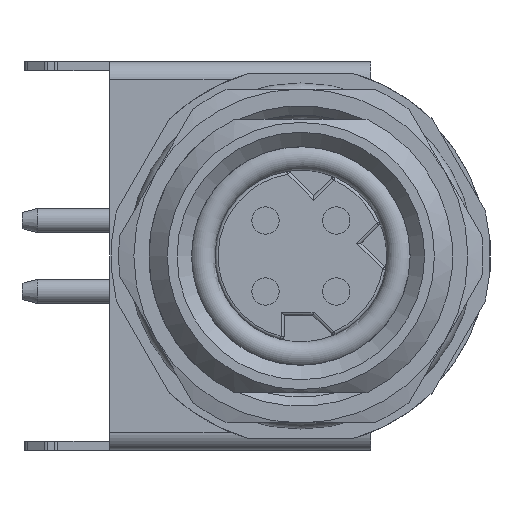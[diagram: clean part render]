
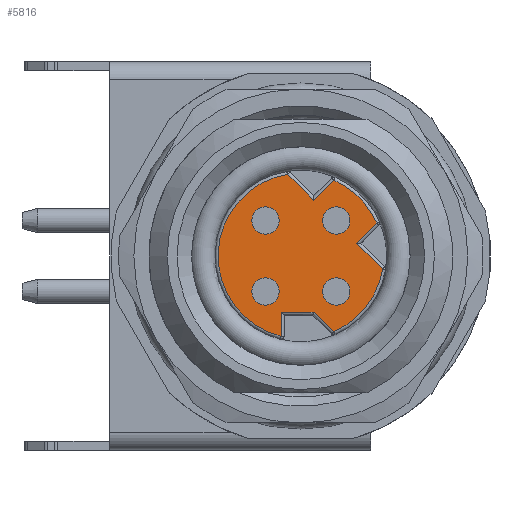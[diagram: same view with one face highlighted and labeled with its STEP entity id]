
A CAD part, left-side view. The second image highlights one B-rep face of the part: STEP entity #5816.
In plain terms, the highlighted planar face has unit normal (-1, 0, 0).
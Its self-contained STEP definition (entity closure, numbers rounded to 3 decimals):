
#339=PLANE('',#7007);
#915=EDGE_LOOP('',(#2633,#2634,#2635,#2636,#2637,#2638,#2639,#2640,#2641,
#2642));
#916=EDGE_LOOP('',(#2643));
#917=EDGE_LOOP('',(#2644));
#918=EDGE_LOOP('',(#2645));
#919=EDGE_LOOP('',(#2646));
#1346=LINE('',#9812,#1933);
#1347=LINE('',#9814,#1934);
#1348=LINE('',#9818,#1935);
#1349=LINE('',#9820,#1936);
#1350=LINE('',#9824,#1937);
#1351=LINE('',#9826,#1938);
#1352=LINE('',#9828,#1939);
#1933=VECTOR('',#7812,1.);
#1934=VECTOR('',#7813,1.);
#1935=VECTOR('',#7816,1.);
#1936=VECTOR('',#7817,1.);
#1937=VECTOR('',#7820,1.);
#1938=VECTOR('',#7821,1.);
#1939=VECTOR('',#7822,1.);
#2633=ORIENTED_EDGE('',*,*,#4577,.T.);
#2634=ORIENTED_EDGE('',*,*,#4578,.T.);
#2635=ORIENTED_EDGE('',*,*,#4579,.T.);
#2636=ORIENTED_EDGE('',*,*,#4580,.T.);
#2637=ORIENTED_EDGE('',*,*,#4581,.T.);
#2638=ORIENTED_EDGE('',*,*,#4582,.T.);
#2639=ORIENTED_EDGE('',*,*,#4583,.T.);
#2640=ORIENTED_EDGE('',*,*,#4584,.T.);
#2641=ORIENTED_EDGE('',*,*,#4585,.T.);
#2642=ORIENTED_EDGE('',*,*,#4586,.T.);
#2643=ORIENTED_EDGE('',*,*,#4587,.T.);
#2644=ORIENTED_EDGE('',*,*,#4588,.F.);
#2645=ORIENTED_EDGE('',*,*,#4589,.F.);
#2646=ORIENTED_EDGE('',*,*,#4590,.F.);
#4577=EDGE_CURVE('',#6340,#6341,#5512,.T.);
#4578=EDGE_CURVE('',#6341,#6342,#1346,.T.);
#4579=EDGE_CURVE('',#6342,#6343,#1347,.T.);
#4580=EDGE_CURVE('',#6343,#6344,#5513,.T.);
#4581=EDGE_CURVE('',#6344,#6345,#1348,.T.);
#4582=EDGE_CURVE('',#6345,#6346,#1349,.T.);
#4583=EDGE_CURVE('',#6346,#6347,#5514,.T.);
#4584=EDGE_CURVE('',#6347,#6348,#1350,.T.);
#4585=EDGE_CURVE('',#6348,#6349,#1351,.T.);
#4586=EDGE_CURVE('',#6349,#6340,#1352,.T.);
#4587=EDGE_CURVE('',#6350,#6350,#5515,.T.);
#4588=EDGE_CURVE('',#6351,#6351,#5516,.T.);
#4589=EDGE_CURVE('',#6352,#6352,#5517,.T.);
#4590=EDGE_CURVE('',#6353,#6353,#5518,.T.);
#5512=CIRCLE('',#7000,2.725);
#5513=CIRCLE('',#7001,2.725);
#5514=CIRCLE('',#7002,2.725);
#5515=CIRCLE('',#7003,0.45);
#5516=CIRCLE('',#7004,0.45);
#5517=CIRCLE('',#7005,0.45);
#5518=CIRCLE('',#7006,0.45);
#5816=ADVANCED_FACE('',(#6188,#6189,#6190,#6191,#6192),#339,.F.);
#6188=FACE_BOUND('',#915,.T.);
#6189=FACE_BOUND('',#916,.T.);
#6190=FACE_BOUND('',#917,.T.);
#6191=FACE_BOUND('',#918,.T.);
#6192=FACE_BOUND('',#919,.T.);
#6340=VERTEX_POINT('',#9810);
#6341=VERTEX_POINT('',#9811);
#6342=VERTEX_POINT('',#9813);
#6343=VERTEX_POINT('',#9815);
#6344=VERTEX_POINT('',#9817);
#6345=VERTEX_POINT('',#9819);
#6346=VERTEX_POINT('',#9821);
#6347=VERTEX_POINT('',#9823);
#6348=VERTEX_POINT('',#9825);
#6349=VERTEX_POINT('',#9827);
#6350=VERTEX_POINT('',#9830);
#6351=VERTEX_POINT('',#9832);
#6352=VERTEX_POINT('',#9834);
#6353=VERTEX_POINT('',#9836);
#7000=AXIS2_PLACEMENT_3D('',#9809,#7810,#7811);
#7001=AXIS2_PLACEMENT_3D('',#9816,#7814,#7815);
#7002=AXIS2_PLACEMENT_3D('',#9822,#7818,#7819);
#7003=AXIS2_PLACEMENT_3D('',#9829,#7823,#7824);
#7004=AXIS2_PLACEMENT_3D('',#9831,#7825,#7826);
#7005=AXIS2_PLACEMENT_3D('',#9833,#7827,#7828);
#7006=AXIS2_PLACEMENT_3D('',#9835,#7829,#7830);
#7007=AXIS2_PLACEMENT_3D('',#9837,#7831,#7832);
#7810=DIRECTION('',(-1.,0.,0.));
#7811=DIRECTION('',(0.,1.,0.));
#7812=DIRECTION('',(0.,0.707,0.707));
#7813=DIRECTION('',(0.,-0.707,0.707));
#7814=DIRECTION('',(-1.,0.,0.));
#7815=DIRECTION('',(0.,1.,0.));
#7816=DIRECTION('',(0.,0.707,-0.707));
#7817=DIRECTION('',(0.,0.707,0.707));
#7818=DIRECTION('',(-1.,0.,0.));
#7819=DIRECTION('',(0.,1.,0.));
#7820=DIRECTION('',(0.,0.,1.));
#7821=DIRECTION('',(0.,-1.,0.));
#7822=DIRECTION('',(0.,-0.707,-0.707));
#7823=DIRECTION('',(1.,0.,0.));
#7824=DIRECTION('',(0.,-0.707,0.707));
#7825=DIRECTION('',(-1.,0.,0.));
#7826=DIRECTION('',(0.,-0.707,0.707));
#7827=DIRECTION('',(-1.,0.,0.));
#7828=DIRECTION('',(0.,-0.707,0.707));
#7829=DIRECTION('',(-1.,0.,0.));
#7830=DIRECTION('',(0.,-0.707,0.707));
#7831=DIRECTION('',(1.,0.,0.));
#7832=DIRECTION('',(0.,1.,0.));
#9809=CARTESIAN_POINT('',(-21.592,-34.15,24.783));
#9810=CARTESIAN_POINT('',(-21.592,-35.235,22.283));
#9811=CARTESIAN_POINT('',(-21.592,-36.841,24.354));
#9812=CARTESIAN_POINT('',(-21.592,-36.059,25.136));
#9813=CARTESIAN_POINT('',(-21.592,-35.988,25.207));
#9814=CARTESIAN_POINT('',(-21.592,-36.697,25.916));
#9815=CARTESIAN_POINT('',(-21.592,-36.649,25.868));
#9816=CARTESIAN_POINT('',(-21.592,-34.15,24.783));
#9817=CARTESIAN_POINT('',(-21.592,-35.235,27.282));
#9818=CARTESIAN_POINT('',(-21.592,-33.443,25.49));
#9819=CARTESIAN_POINT('',(-21.592,-34.574,26.621));
#9820=CARTESIAN_POINT('',(-21.592,-35.281,25.914));
#9821=CARTESIAN_POINT('',(-21.592,-33.722,27.474));
#9822=CARTESIAN_POINT('',(-21.592,-34.15,24.783));
#9823=CARTESIAN_POINT('',(-21.592,-33.5,22.136));
#9824=CARTESIAN_POINT('',(-21.592,-33.5,22.833));
#9825=CARTESIAN_POINT('',(-21.592,-33.5,22.933));
#9826=CARTESIAN_POINT('',(-21.592,-34.544,22.933));
#9827=CARTESIAN_POINT('',(-21.592,-34.586,22.933));
#9828=CARTESIAN_POINT('',(-21.592,-35.283,22.236));
#9829=CARTESIAN_POINT('',(-21.592,-35.317,23.616));
#9830=CARTESIAN_POINT('',(-21.592,-35.635,23.934));
#9831=CARTESIAN_POINT('',(-21.592,-32.983,25.949));
#9832=CARTESIAN_POINT('',(-21.592,-33.301,26.268));
#9833=CARTESIAN_POINT('',(-21.592,-32.983,23.616));
#9834=CARTESIAN_POINT('',(-21.592,-33.301,23.934));
#9835=CARTESIAN_POINT('',(-21.592,-35.317,25.949));
#9836=CARTESIAN_POINT('',(-21.592,-35.635,26.268));
#9837=CARTESIAN_POINT('',(-21.592,-34.15,24.783));
